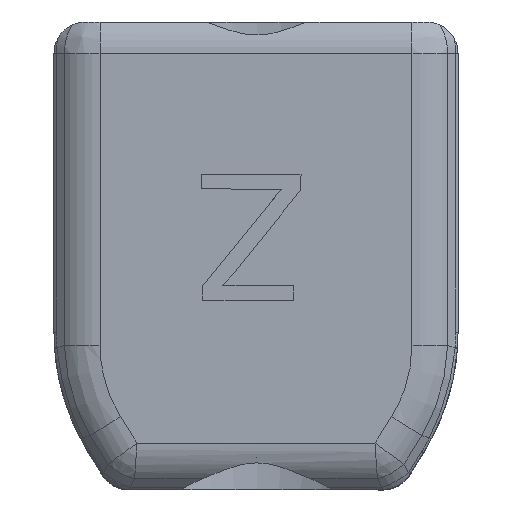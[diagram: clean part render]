
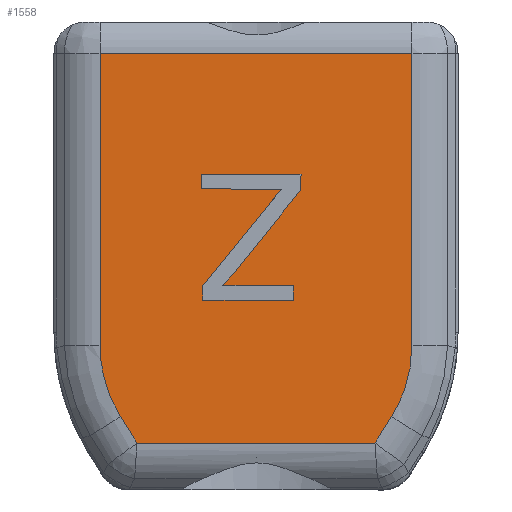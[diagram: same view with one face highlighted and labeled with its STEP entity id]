
A CAD part, top view. The second image highlights one B-rep face of the part: STEP entity #1558.
In plain terms, the highlighted planar face has unit normal (0, 0, 1).
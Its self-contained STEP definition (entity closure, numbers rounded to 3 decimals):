
#143=FACE_BOUND('',#281,.T.);
#148=B_SPLINE_CURVE_WITH_KNOTS('',3,(#2324,#2325,#2326,#2327,#2328,#2329,
#2330),.UNSPECIFIED.,.F.,.F.,(4,3,4),(0.,0.083,0.158),
 .UNSPECIFIED.);
#182=FACE_OUTER_BOUND('',#280,.T.);
#280=EDGE_LOOP('',(#1034,#1035,#1036,#1037,#1038,#1039,#1040,#1041));
#281=EDGE_LOOP('',(#1042,#1043,#1044,#1045,#1046,#1047,#1048,#1049,#1050,
#1051,#1052,#1053));
#383=ELLIPSE('',#1659,16.257,13.041);
#384=ELLIPSE('',#1660,21.645,15.);
#403=LINE('',#2292,#524);
#404=LINE('',#2294,#525);
#405=LINE('',#2298,#526);
#406=LINE('',#2300,#527);
#407=LINE('',#2302,#528);
#408=LINE('',#2305,#529);
#409=LINE('',#2308,#530);
#410=LINE('',#2310,#531);
#411=LINE('',#2312,#532);
#412=LINE('',#2314,#533);
#413=LINE('',#2316,#534);
#414=LINE('',#2318,#535);
#415=LINE('',#2320,#536);
#416=LINE('',#2322,#537);
#417=LINE('',#2332,#538);
#418=LINE('',#2334,#539);
#419=LINE('',#2335,#540);
#524=VECTOR('',#1831,10.);
#525=VECTOR('',#1832,10.);
#526=VECTOR('',#1835,10.);
#527=VECTOR('',#1836,10.);
#528=VECTOR('',#1837,10.);
#529=VECTOR('',#1840,10.);
#530=VECTOR('',#1841,10.);
#531=VECTOR('',#1842,10.);
#532=VECTOR('',#1843,10.);
#533=VECTOR('',#1844,10.);
#534=VECTOR('',#1845,10.);
#535=VECTOR('',#1846,10.);
#536=VECTOR('',#1847,10.);
#537=VECTOR('',#1848,10.);
#538=VECTOR('',#1849,10.);
#539=VECTOR('',#1850,10.);
#540=VECTOR('',#1851,10.);
#645=VERTEX_POINT('',#2290);
#646=VERTEX_POINT('',#2291);
#647=VERTEX_POINT('',#2293);
#648=VERTEX_POINT('',#2295);
#649=VERTEX_POINT('',#2297);
#650=VERTEX_POINT('',#2299);
#651=VERTEX_POINT('',#2301);
#652=VERTEX_POINT('',#2303);
#653=VERTEX_POINT('',#2306);
#654=VERTEX_POINT('',#2307);
#655=VERTEX_POINT('',#2309);
#656=VERTEX_POINT('',#2311);
#657=VERTEX_POINT('',#2313);
#658=VERTEX_POINT('',#2315);
#659=VERTEX_POINT('',#2317);
#660=VERTEX_POINT('',#2319);
#661=VERTEX_POINT('',#2321);
#662=VERTEX_POINT('',#2323);
#663=VERTEX_POINT('',#2331);
#664=VERTEX_POINT('',#2333);
#791=EDGE_CURVE('',#645,#646,#403,.T.);
#792=EDGE_CURVE('',#647,#645,#404,.T.);
#793=EDGE_CURVE('',#648,#647,#383,.T.);
#794=EDGE_CURVE('',#649,#648,#405,.T.);
#795=EDGE_CURVE('',#650,#649,#406,.T.);
#796=EDGE_CURVE('',#651,#650,#407,.T.);
#797=EDGE_CURVE('',#652,#651,#384,.T.);
#798=EDGE_CURVE('',#646,#652,#408,.T.);
#799=EDGE_CURVE('',#653,#654,#409,.T.);
#800=EDGE_CURVE('',#654,#655,#410,.T.);
#801=EDGE_CURVE('',#655,#656,#411,.T.);
#802=EDGE_CURVE('',#656,#657,#412,.T.);
#803=EDGE_CURVE('',#657,#658,#413,.T.);
#804=EDGE_CURVE('',#658,#659,#414,.T.);
#805=EDGE_CURVE('',#659,#660,#415,.T.);
#806=EDGE_CURVE('',#660,#661,#416,.T.);
#807=EDGE_CURVE('',#661,#662,#148,.T.);
#808=EDGE_CURVE('',#662,#663,#417,.T.);
#809=EDGE_CURVE('',#663,#664,#418,.T.);
#810=EDGE_CURVE('',#664,#653,#419,.T.);
#1034=ORIENTED_EDGE('',*,*,#791,.F.);
#1035=ORIENTED_EDGE('',*,*,#792,.F.);
#1036=ORIENTED_EDGE('',*,*,#793,.F.);
#1037=ORIENTED_EDGE('',*,*,#794,.F.);
#1038=ORIENTED_EDGE('',*,*,#795,.F.);
#1039=ORIENTED_EDGE('',*,*,#796,.F.);
#1040=ORIENTED_EDGE('',*,*,#797,.F.);
#1041=ORIENTED_EDGE('',*,*,#798,.F.);
#1042=ORIENTED_EDGE('',*,*,#799,.T.);
#1043=ORIENTED_EDGE('',*,*,#800,.T.);
#1044=ORIENTED_EDGE('',*,*,#801,.T.);
#1045=ORIENTED_EDGE('',*,*,#802,.T.);
#1046=ORIENTED_EDGE('',*,*,#803,.T.);
#1047=ORIENTED_EDGE('',*,*,#804,.T.);
#1048=ORIENTED_EDGE('',*,*,#805,.T.);
#1049=ORIENTED_EDGE('',*,*,#806,.T.);
#1050=ORIENTED_EDGE('',*,*,#807,.T.);
#1051=ORIENTED_EDGE('',*,*,#808,.T.);
#1052=ORIENTED_EDGE('',*,*,#809,.T.);
#1053=ORIENTED_EDGE('',*,*,#810,.T.);
#1520=PLANE('',#1658);
#1558=ADVANCED_FACE('',(#182,#143),#1520,.T.);
#1658=AXIS2_PLACEMENT_3D('',#2289,#1829,#1830);
#1659=AXIS2_PLACEMENT_3D('',#2296,#1833,#1834);
#1660=AXIS2_PLACEMENT_3D('',#2304,#1838,#1839);
#1829=DIRECTION('center_axis',(0.,0.,
1.));
#1830=DIRECTION('ref_axis',(1.,0.,0.));
#1831=DIRECTION('',(1.,0.,0.));
#1832=DIRECTION('',(0.,1.,0.));
#1833=DIRECTION('center_axis',(0.,0.,-1.));
#1834=DIRECTION('ref_axis',(0.961,0.276,0.));
#1835=DIRECTION('',(-0.53,0.848,0.));
#1836=DIRECTION('',(-1.,0.,0.));
#1837=DIRECTION('',(-0.53,-0.848,0.));
#1838=DIRECTION('center_axis',(0.,0.,
-1.));
#1839=DIRECTION('ref_axis',(0.961,-0.276,0.));
#1840=DIRECTION('',(0.,-1.,0.));
#1841=DIRECTION('',(0.003,1.,0.));
#1842=DIRECTION('',(0.631,0.776,0.));
#1843=DIRECTION('',(0.656,0.755,0.));
#1844=DIRECTION('',(-1.,0.003,0.));
#1845=DIRECTION('',(0.003,1.,0.));
#1846=DIRECTION('',(1.,-0.003,0.));
#1847=DIRECTION('',(-0.003,-1.,0.));
#1848=DIRECTION('',(-0.627,-0.779,0.));
#1849=DIRECTION('',(1.,-0.003,0.));
#1850=DIRECTION('',(-0.003,-1.,0.));
#1851=DIRECTION('',(-1.,0.003,0.));
#2289=CARTESIAN_POINT('Origin',(-0.35,39.,15.9));
#2290=CARTESIAN_POINT('',(-12.693,58.,15.9));
#2291=CARTESIAN_POINT('',(11.993,58.,15.9));
#2292=CARTESIAN_POINT('',(-0.35,58.,15.9));
#2293=CARTESIAN_POINT('',(-12.693,34.878,15.9));
#2294=CARTESIAN_POINT('',(-12.693,38.25,15.9));
#2295=CARTESIAN_POINT('',(-11.081,29.257,15.9));
#2296=CARTESIAN_POINT('Origin',(3.342,36.435,15.9));
#2297=CARTESIAN_POINT('',(-9.768,27.157,15.9));
#2298=CARTESIAN_POINT('',(-13.071,32.44,15.9));
#2299=CARTESIAN_POINT('',(9.069,27.157,15.9));
#2300=CARTESIAN_POINT('',(-0.326,27.157,15.9));
#2301=CARTESIAN_POINT('',(10.381,29.255,15.9));
#2302=CARTESIAN_POINT('',(12.371,32.44,15.9));
#2303=CARTESIAN_POINT('',(11.993,34.877,15.9));
#2304=CARTESIAN_POINT('Origin',(-9.22,37.919,15.9));
#2305=CARTESIAN_POINT('',(11.993,39.,15.9));
#2306=CARTESIAN_POINT('',(-4.555,38.46,15.9));
#2307=CARTESIAN_POINT('',(-4.552,39.641,15.9));
#2308=CARTESIAN_POINT('',(-4.555,38.736,15.9));
#2309=CARTESIAN_POINT('',(1.08,46.563,15.9));
#2310=CARTESIAN_POINT('',(-3.872,40.476,15.9));
#2311=CARTESIAN_POINT('',(1.689,47.264,15.9));
#2312=CARTESIAN_POINT('',(-1.099,44.054,15.9));
#2313=CARTESIAN_POINT('',(-4.695,47.281,15.9));
#2314=CARTESIAN_POINT('',(0.681,47.266,15.9));
#2315=CARTESIAN_POINT('',(-4.692,48.461,15.9));
#2316=CARTESIAN_POINT('',(-4.706,43.146,15.9));
#2317=CARTESIAN_POINT('',(3.214,48.44,15.9));
#2318=CARTESIAN_POINT('',(-2.508,48.455,15.9));
#2319=CARTESIAN_POINT('',(3.21,47.212,15.9));
#2320=CARTESIAN_POINT('',(3.201,43.715,15.9));
#2321=CARTESIAN_POINT('',(-1.93,40.82,15.9));
#2322=CARTESIAN_POINT('',(0.506,43.849,15.9));
#2323=CARTESIAN_POINT('',(-2.97,39.636,15.9));
#2324=CARTESIAN_POINT('Ctrl Pts',(-1.93,40.82,15.9));
#2325=CARTESIAN_POINT('Ctrl Pts',(-2.105,40.606,15.9));
#2326=CARTESIAN_POINT('Ctrl Pts',(-2.28,40.392,15.9));
#2327=CARTESIAN_POINT('Ctrl Pts',(-2.463,40.184,15.9));
#2328=CARTESIAN_POINT('Ctrl Pts',(-2.628,39.998,15.9));
#2329=CARTESIAN_POINT('Ctrl Pts',(-2.799,39.817,15.9));
#2330=CARTESIAN_POINT('Ctrl Pts',(-2.97,39.636,15.9));
#2331=CARTESIAN_POINT('',(2.61,39.621,15.9));
#2332=CARTESIAN_POINT('',(-1.659,39.633,15.9));
#2333=CARTESIAN_POINT('',(2.607,38.441,15.9));
#2334=CARTESIAN_POINT('',(2.609,39.307,15.9));
#2335=CARTESIAN_POINT('',(1.128,38.445,15.9));
